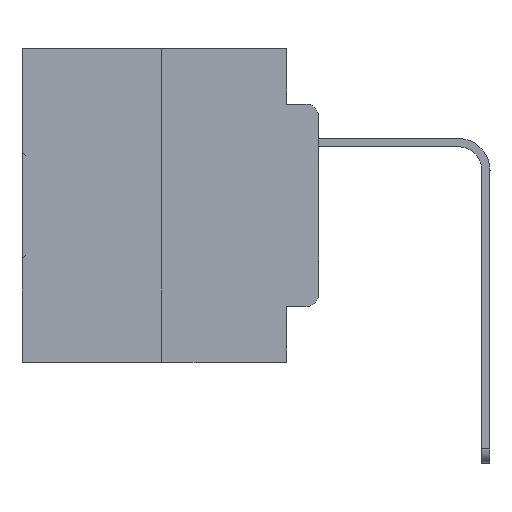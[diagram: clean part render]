
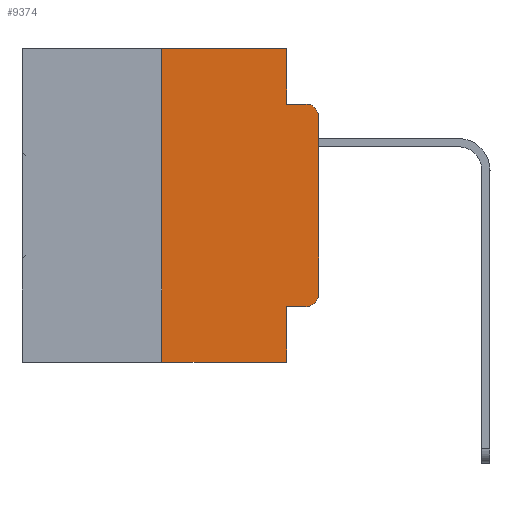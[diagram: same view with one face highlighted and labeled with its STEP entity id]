
A CAD part, left-side view. The second image highlights one B-rep face of the part: STEP entity #9374.
In plain terms, the highlighted planar face has unit normal (-1, 0, 0).
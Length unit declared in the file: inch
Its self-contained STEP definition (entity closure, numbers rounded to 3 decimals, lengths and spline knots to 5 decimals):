
#289 = ORIENTED_EDGE ( 'NONE', *, *, #30146, .F. ) ;
#848 = CARTESIAN_POINT ( 'NONE',  ( 0., 0.25, -0.5 ) ) ;
#1151 = PLANE ( 'NONE',  #17208 ) ;
#1998 = CARTESIAN_POINT ( 'NONE',  ( 0., 0.051, -0.4115 ) ) ;
#2394 = ORIENTED_EDGE ( 'NONE', *, *, #14418, .T. ) ;
#2550 = ORIENTED_EDGE ( 'NONE', *, *, #10393, .F. ) ;
#2979 = CARTESIAN_POINT ( 'NONE',  ( 0., 0., -0.1085 ) ) ;
#3079 = ORIENTED_EDGE ( 'NONE', *, *, #18628, .F. ) ;
#3406 = CARTESIAN_POINT ( 'NONE',  ( 0., 0.02, -0.3915 ) ) ;
#3779 = VERTEX_POINT ( 'NONE', #848 ) ;
#3900 = DIRECTION ( 'NONE',  ( 0., -1., 0. ) ) ;
#4107 = EDGE_CURVE ( 'NONE', #11710, #18306, #19418, .T. ) ;
#4273 = ORIENTED_EDGE ( 'NONE', *, *, #14139, .T. ) ;
#4299 = DIRECTION ( 'NONE',  ( 0., 0., -1. ) ) ;
#4442 = ORIENTED_EDGE ( 'NONE', *, *, #16184, .F. ) ;
#4776 = CARTESIAN_POINT ( 'NONE',  ( 0., 0.051, -0.0885 ) ) ;
#4958 = CARTESIAN_POINT ( 'NONE',  ( 0., 0.25, 0. ) ) ;
#5327 = CARTESIAN_POINT ( 'NONE',  ( 0., 0.051, -0.4115 ) ) ;
#5752 = DIRECTION ( 'NONE',  ( 0., 0., -1. ) ) ;
#5912 = CARTESIAN_POINT ( 'NONE',  ( 0., 0.051, 0. ) ) ;
#6245 = DIRECTION ( 'NONE',  ( 0., 0., -1. ) ) ;
#6460 = VERTEX_POINT ( 'NONE', #11812 ) ;
#6633 = VERTEX_POINT ( 'NONE', #12221 ) ;
#7069 = LINE ( 'NONE', #29330, #17318 ) ;
#7374 = VERTEX_POINT ( 'NONE', #16879 ) ;
#7520 = DIRECTION ( 'NONE',  ( 0., 0., 1. ) ) ;
#7773 = LINE ( 'NONE', #11935, #11211 ) ;
#8412 = EDGE_CURVE ( 'NONE', #11710, #8744, #7773, .T. ) ;
#8744 = VERTEX_POINT ( 'NONE', #30323 ) ;
#8785 = CARTESIAN_POINT ( 'NONE',  ( 0., 0.473, 0. ) ) ;
#9023 = CARTESIAN_POINT ( 'NONE',  ( 0., 0.02, -0.4115 ) ) ;
#9374 = ADVANCED_FACE ( 'NONE', ( #19099 ), #1151, .F. ) ;
#10393 = EDGE_CURVE ( 'NONE', #7374, #6460, #30904, .T. ) ;
#10668 = VERTEX_POINT ( 'NONE', #31010 ) ;
#10785 = ORIENTED_EDGE ( 'NONE', *, *, #11768, .T. ) ;
#11211 = VECTOR ( 'NONE', #4299, 39.37008 ) ;
#11710 = VERTEX_POINT ( 'NONE', #5327 ) ;
#11768 = EDGE_CURVE ( 'NONE', #18306, #6633, #16095, .T. ) ;
#11812 = CARTESIAN_POINT ( 'NONE',  ( 0., 0.02, -0.0885 ) ) ;
#11935 = CARTESIAN_POINT ( 'NONE',  ( 0., 0.051, 0. ) ) ;
#12188 = AXIS2_PLACEMENT_3D ( 'NONE', #3406, #20491, #5752 ) ;
#12221 = CARTESIAN_POINT ( 'NONE',  ( 0., 0., -0.3915 ) ) ;
#12483 = CIRCLE ( 'NONE', #13889, 0.02 ) ;
#12882 = VECTOR ( 'NONE', #18131, 39.37008 ) ;
#13412 = LINE ( 'NONE', #8785, #13787 ) ;
#13787 = VECTOR ( 'NONE', #3900, 39.37008 ) ;
#13889 = AXIS2_PLACEMENT_3D ( 'NONE', #26221, #14203, #31097 ) ;
#14139 = EDGE_CURVE ( 'NONE', #3779, #8744, #23104, .T. ) ;
#14203 = DIRECTION ( 'NONE',  ( -1., 0., 0. ) ) ;
#14418 = EDGE_CURVE ( 'NONE', #22095, #6460, #12483, .T. ) ;
#14767 = DIRECTION ( 'NONE',  ( 0., -1., 0. ) ) ;
#16095 = CIRCLE ( 'NONE', #12188, 0.02 ) ;
#16184 = EDGE_CURVE ( 'NONE', #25628, #7374, #7069, .T. ) ;
#16197 = EDGE_CURVE ( 'NONE', #6633, #22095, #24451, .T. ) ;
#16426 = ORIENTED_EDGE ( 'NONE', *, *, #8412, .F. ) ;
#16496 = VECTOR ( 'NONE', #7520, 39.37008 ) ;
#16879 = CARTESIAN_POINT ( 'NONE',  ( 0., 0.051, -0.0885 ) ) ;
#17208 = AXIS2_PLACEMENT_3D ( 'NONE', #25621, #20559, #6245 ) ;
#17318 = VECTOR ( 'NONE', #26611, 39.37008 ) ;
#18131 = DIRECTION ( 'NONE',  ( 0., -1., 0. ) ) ;
#18306 = VERTEX_POINT ( 'NONE', #9023 ) ;
#18628 = EDGE_CURVE ( 'NONE', #3779, #10668, #29326, .T. ) ;
#19023 = VECTOR ( 'NONE', #26229, 39.37008 ) ;
#19099 = FACE_OUTER_BOUND ( 'NONE', #27726, .T. ) ;
#19418 = LINE ( 'NONE', #1998, #19023 ) ;
#20491 = DIRECTION ( 'NONE',  ( -1., 0., 0. ) ) ;
#20559 = DIRECTION ( 'NONE',  ( 1., 0., 0. ) ) ;
#21937 = CARTESIAN_POINT ( 'NONE',  ( 0., 0., 0. ) ) ;
#22095 = VERTEX_POINT ( 'NONE', #2979 ) ;
#22139 = DIRECTION ( 'NONE',  ( 0., 0., 1. ) ) ;
#22733 = CARTESIAN_POINT ( 'NONE',  ( 0., 0.473, -0.5 ) ) ;
#23104 = LINE ( 'NONE', #22733, #12882 ) ;
#24451 = LINE ( 'NONE', #21937, #28231 ) ;
#25591 = VECTOR ( 'NONE', #14767, 39.37008 ) ;
#25621 = CARTESIAN_POINT ( 'NONE',  ( 0., 0.473, 0. ) ) ;
#25628 = VERTEX_POINT ( 'NONE', #5912 ) ;
#25848 = ORIENTED_EDGE ( 'NONE', *, *, #16197, .T. ) ;
#26221 = CARTESIAN_POINT ( 'NONE',  ( 0., 0.02, -0.1085 ) ) ;
#26229 = DIRECTION ( 'NONE',  ( 0., -1., 0. ) ) ;
#26611 = DIRECTION ( 'NONE',  ( 0., 0., -1. ) ) ;
#27726 = EDGE_LOOP ( 'NONE', ( #25848, #2394, #2550, #4442, #289, #3079, #4273, #16426, #28103, #10785 ) ) ;
#28103 = ORIENTED_EDGE ( 'NONE', *, *, #4107, .T. ) ;
#28231 = VECTOR ( 'NONE', #22139, 39.37008 ) ;
#29326 = LINE ( 'NONE', #4958, #16496 ) ;
#29330 = CARTESIAN_POINT ( 'NONE',  ( 0., 0.051, 0. ) ) ;
#30146 = EDGE_CURVE ( 'NONE', #10668, #25628, #13412, .T. ) ;
#30323 = CARTESIAN_POINT ( 'NONE',  ( 0., 0.051, -0.5 ) ) ;
#30904 = LINE ( 'NONE', #4776, #25591 ) ;
#31010 = CARTESIAN_POINT ( 'NONE',  ( 0., 0.25, 0. ) ) ;
#31097 = DIRECTION ( 'NONE',  ( 0., 0., -1. ) ) ;
